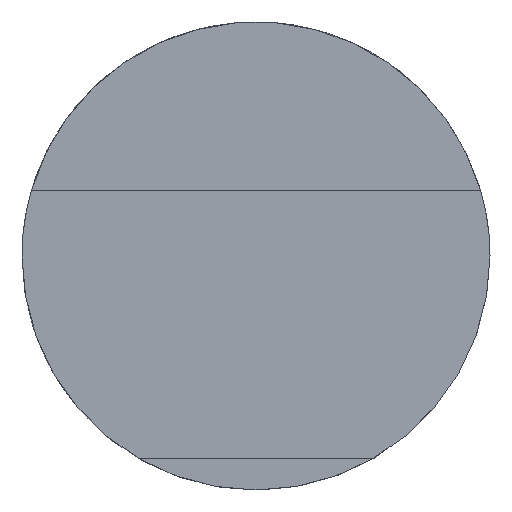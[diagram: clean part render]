
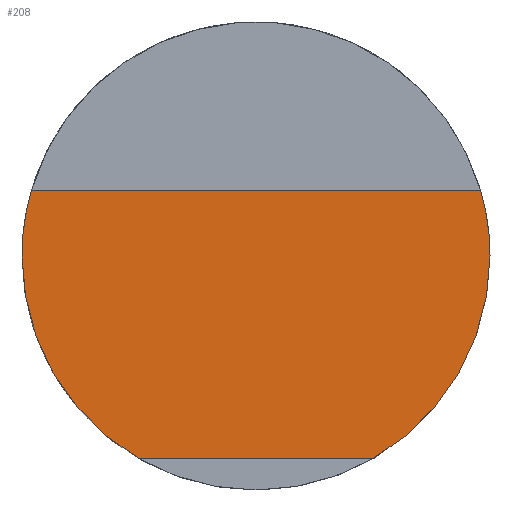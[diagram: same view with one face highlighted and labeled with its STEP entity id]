
A CAD part, front view. The second image highlights one B-rep face of the part: STEP entity #208.
In plain terms, the highlighted planar face has unit normal (0, -1, 0).
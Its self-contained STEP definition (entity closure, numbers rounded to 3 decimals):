
#165=AXIS2_PLACEMENT_3D('Plane Axis2P3D',#162,#163,#164) ;
#178=AXIS2_PLACEMENT_3D('Circle Axis2P3D',#176,#177,$) ;
#185=AXIS2_PLACEMENT_3D('Circle Axis2P3D',#183,#184,$) ;
#190=AXIS2_PLACEMENT_3D('Circle Axis2P3D',#188,#189,$) ;
#197=AXIS2_PLACEMENT_3D('Circle Axis2P3D',#195,#196,$) ;
#41=CARTESIAN_POINT('Vertex',(83.437,-60.5,852.1)) ;
#46=CARTESIAN_POINT('Line Origine',(90.637,-60.5,852.1)) ;
#50=CARTESIAN_POINT('Vertex',(97.837,-60.5,852.1)) ;
#162=CARTESIAN_POINT('Axis2P3D Location',(0.,-60.5,0.)) ;
#167=CARTESIAN_POINT('Line Origine',(90.637,-60.5,843.5)) ;
#171=CARTESIAN_POINT('Vertex',(94.378,-60.5,843.5)) ;
#173=CARTESIAN_POINT('Vertex',(86.895,-60.5,843.5)) ;
#176=CARTESIAN_POINT('Axis2P3D Location',(90.637,-60.5,850.)) ;
#180=CARTESIAN_POINT('Vertex',(98.137,-60.5,850.)) ;
#183=CARTESIAN_POINT('Axis2P3D Location',(90.637,-60.5,850.)) ;
#188=CARTESIAN_POINT('Axis2P3D Location',(90.637,-60.5,850.)) ;
#192=CARTESIAN_POINT('Vertex',(83.137,-60.5,850.)) ;
#195=CARTESIAN_POINT('Axis2P3D Location',(90.637,-60.5,850.)) ;
#47=DIRECTION('Vector Direction',(1.,0.,0.)) ;
#163=DIRECTION('Axis2P3D Direction',(0.,1.,0.)) ;
#164=DIRECTION('Axis2P3D XDirection',(-1.,0.,0.)) ;
#168=DIRECTION('Vector Direction',(-1.,0.,0.)) ;
#177=DIRECTION('Axis2P3D Direction',(0.,1.,0.)) ;
#184=DIRECTION('Axis2P3D Direction',(0.,1.,0.)) ;
#189=DIRECTION('Axis2P3D Direction',(0.,1.,0.)) ;
#196=DIRECTION('Axis2P3D Direction',(0.,1.,0.)) ;
#48=VECTOR('Line Direction',#47,1.) ;
#169=VECTOR('Line Direction',#168,1.) ;
#201=ORIENTED_EDGE('',*,*,#175,.F.) ;
#202=ORIENTED_EDGE('',*,*,#182,.F.) ;
#203=ORIENTED_EDGE('',*,*,#187,.F.) ;
#204=ORIENTED_EDGE('',*,*,#52,.F.) ;
#205=ORIENTED_EDGE('',*,*,#194,.F.) ;
#206=ORIENTED_EDGE('',*,*,#199,.F.) ;
#208=ADVANCED_FACE('PartBody',(#207),#166,.F.) ;
#179=CIRCLE('generated circle',#178,7.5) ;
#186=CIRCLE('generated circle',#185,7.5) ;
#191=CIRCLE('generated circle',#190,7.5) ;
#198=CIRCLE('generated circle',#197,7.5) ;
#52=EDGE_CURVE('',#42,#51,#49,.T.) ;
#175=EDGE_CURVE('',#172,#174,#170,.T.) ;
#182=EDGE_CURVE('',#181,#172,#179,.T.) ;
#187=EDGE_CURVE('',#51,#181,#186,.T.) ;
#194=EDGE_CURVE('',#193,#42,#191,.T.) ;
#199=EDGE_CURVE('',#174,#193,#198,.T.) ;
#200=EDGE_LOOP('',(#201,#202,#203,#204,#205,#206)) ;
#207=FACE_OUTER_BOUND('',#200,.T.) ;
#49=LINE('Line',#46,#48) ;
#170=LINE('Line',#167,#169) ;
#166=PLANE('',#165) ;
#42=VERTEX_POINT('',#41) ;
#51=VERTEX_POINT('',#50) ;
#172=VERTEX_POINT('',#171) ;
#174=VERTEX_POINT('',#173) ;
#181=VERTEX_POINT('',#180) ;
#193=VERTEX_POINT('',#192) ;
